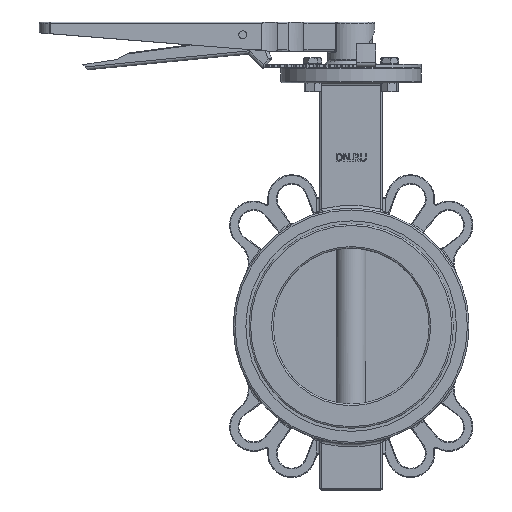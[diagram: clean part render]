
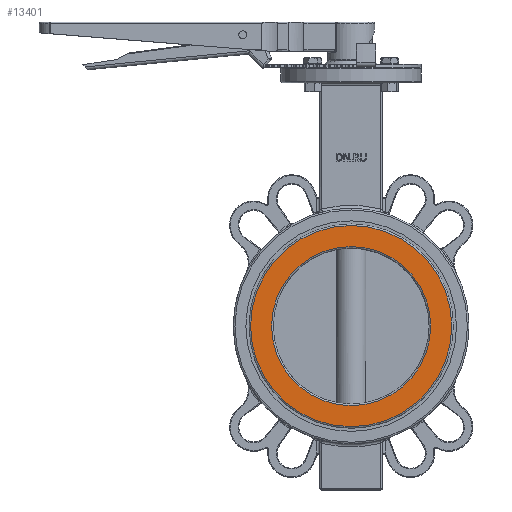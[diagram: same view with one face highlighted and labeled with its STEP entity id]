
A CAD part, top view. The second image highlights one B-rep face of the part: STEP entity #13401.
In plain terms, the highlighted planar face has unit normal (0, 0, 1).
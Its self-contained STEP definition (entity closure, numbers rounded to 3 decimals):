
#198=FACE_BOUND('',#3835,.T.);
#384=PLANE('',#14732);
#3033=FACE_OUTER_BOUND('',#3834,.T.);
#3834=EDGE_LOOP('',(#10266));
#3835=EDGE_LOOP('',(#10267));
#4911=CIRCLE('',#14728,51.);
#4915=CIRCLE('',#14733,64.5);
#5827=VERTEX_POINT('',#25173);
#5830=VERTEX_POINT('',#25181);
#7411=EDGE_CURVE('',#5827,#5827,#4911,.T.);
#7415=EDGE_CURVE('',#5830,#5830,#4915,.T.);
#10266=ORIENTED_EDGE('',*,*,#7415,.F.);
#10267=ORIENTED_EDGE('',*,*,#7411,.F.);
#13401=ADVANCED_FACE('',(#3033,#198),#384,.T.);
#14728=AXIS2_PLACEMENT_3D('',#25174,#17318,#17319);
#14732=AXIS2_PLACEMENT_3D('',#25180,#17326,#17327);
#14733=AXIS2_PLACEMENT_3D('',#25182,#17328,#17329);
#17318=DIRECTION('center_axis',(0.,0.,1.));
#17319=DIRECTION('ref_axis',(-1.,0.,0.));
#17326=DIRECTION('center_axis',(0.,0.,1.));
#17327=DIRECTION('ref_axis',(1.,0.,0.));
#17328=DIRECTION('center_axis',(0.,0.,-1.));
#17329=DIRECTION('ref_axis',(-1.,0.,0.));
#25173=CARTESIAN_POINT('',(51.,0.,27.));
#25174=CARTESIAN_POINT('Origin',(0.,0.,27.));
#25180=CARTESIAN_POINT('Origin',(0.,0.,27.));
#25181=CARTESIAN_POINT('',(-64.5,0.,27.));
#25182=CARTESIAN_POINT('Origin',(0.,0.,27.));
